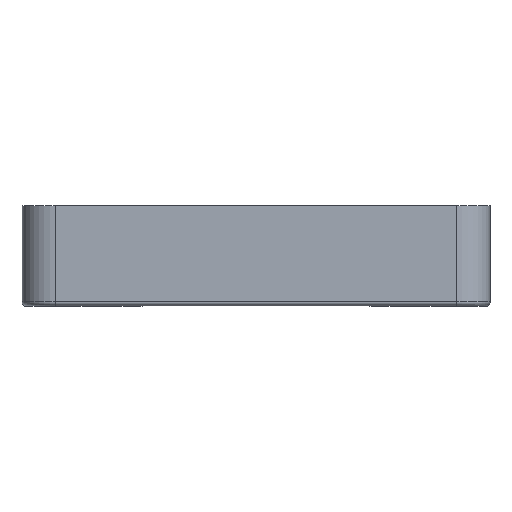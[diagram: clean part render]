
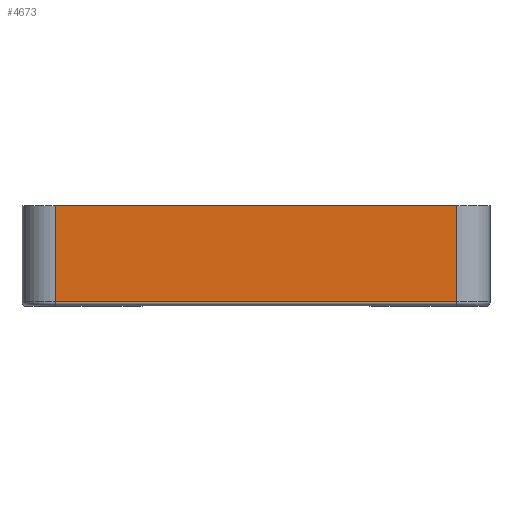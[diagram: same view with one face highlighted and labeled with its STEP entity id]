
A CAD part, top view. The second image highlights one B-rep face of the part: STEP entity #4673.
In plain terms, the highlighted planar face has unit normal (0, 0, 1).
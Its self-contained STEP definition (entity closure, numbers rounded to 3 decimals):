
#78 = VERTEX_POINT ( 'NONE', #749 ) ;
#456 = ORIENTED_EDGE ( 'NONE', *, *, #1873, .T. ) ;
#508 = EDGE_LOOP ( 'NONE', ( #2319, #1424, #456, #2257 ) ) ;
#570 = EDGE_CURVE ( 'NONE', #78, #4248, #952, .T. ) ;
#670 = PLANE ( 'NONE',  #1881 ) ;
#749 = CARTESIAN_POINT ( 'NONE',  ( 10., 1.2, 70. ) ) ;
#813 = CARTESIAN_POINT ( 'NONE',  ( 130., 30., 70. ) ) ;
#952 = LINE ( 'NONE', #4515, #4500 ) ;
#1076 = DIRECTION ( 'NONE',  ( 0., 0., -1. ) ) ;
#1254 = VERTEX_POINT ( 'NONE', #3354 ) ;
#1308 = VERTEX_POINT ( 'NONE', #4048 ) ;
#1424 = ORIENTED_EDGE ( 'NONE', *, *, #570, .T. ) ;
#1500 = CARTESIAN_POINT ( 'NONE',  ( 130., 1.2, 70. ) ) ;
#1621 = DIRECTION ( 'NONE',  ( 1., 0., 0. ) ) ;
#1767 = EDGE_CURVE ( 'NONE', #1254, #78, #2770, .T. ) ;
#1873 = EDGE_CURVE ( 'NONE', #4248, #1308, #4348, .T. ) ;
#1881 = AXIS2_PLACEMENT_3D ( 'NONE', #4287, #1076, #2579 ) ;
#2149 = VECTOR ( 'NONE', #3394, 1000. ) ;
#2257 = ORIENTED_EDGE ( 'NONE', *, *, #3788, .F. ) ;
#2319 = ORIENTED_EDGE ( 'NONE', *, *, #1767, .T. ) ;
#2503 = FACE_OUTER_BOUND ( 'NONE', #508, .T. ) ;
#2579 = DIRECTION ( 'NONE',  ( -1., 0., 0. ) ) ;
#2595 = DIRECTION ( 'NONE',  ( 0., 1., 0. ) ) ;
#2770 = LINE ( 'NONE', #3815, #2149 ) ;
#2812 = DIRECTION ( 'NONE',  ( 1., 0., 0. ) ) ;
#2839 = CARTESIAN_POINT ( 'NONE',  ( 0., 30., 70. ) ) ;
#3145 = LINE ( 'NONE', #2839, #4441 ) ;
#3354 = CARTESIAN_POINT ( 'NONE',  ( 10., 30., 70. ) ) ;
#3394 = DIRECTION ( 'NONE',  ( 0., -1., 0. ) ) ;
#3788 = EDGE_CURVE ( 'NONE', #1254, #1308, #3145, .T. ) ;
#3815 = CARTESIAN_POINT ( 'NONE',  ( 10., 30., 70. ) ) ;
#4048 = CARTESIAN_POINT ( 'NONE',  ( 130., 30., 70. ) ) ;
#4248 = VERTEX_POINT ( 'NONE', #1500 ) ;
#4287 = CARTESIAN_POINT ( 'NONE',  ( 0., 30., 70. ) ) ;
#4348 = LINE ( 'NONE', #813, #4564 ) ;
#4441 = VECTOR ( 'NONE', #2812, 1000. ) ;
#4500 = VECTOR ( 'NONE', #1621, 1000. ) ;
#4515 = CARTESIAN_POINT ( 'NONE',  ( 0., 1.2, 70. ) ) ;
#4564 = VECTOR ( 'NONE', #2595, 1000. ) ;
#4673 = ADVANCED_FACE ( 'NONE', ( #2503 ), #670, .F. ) ;
